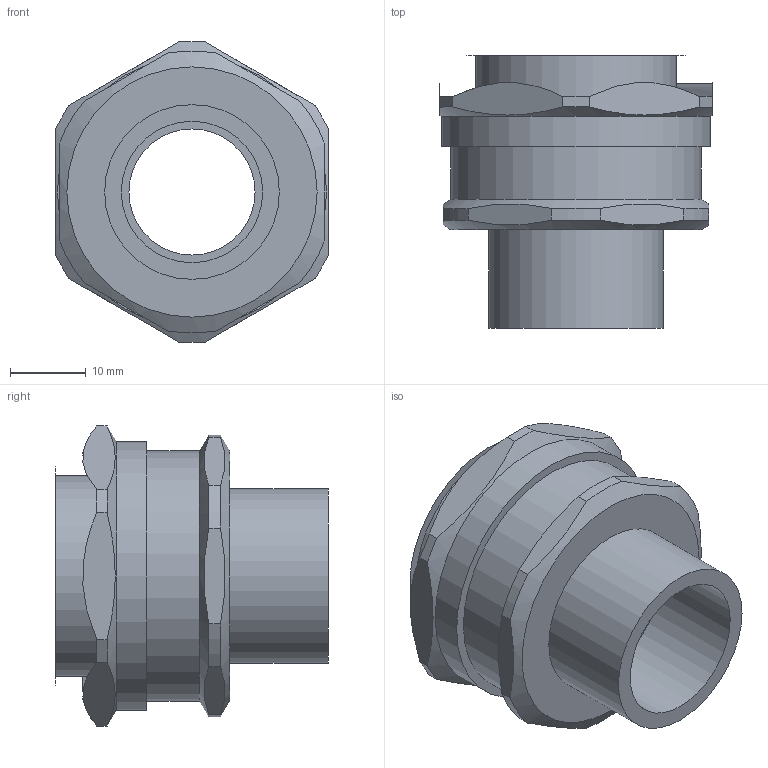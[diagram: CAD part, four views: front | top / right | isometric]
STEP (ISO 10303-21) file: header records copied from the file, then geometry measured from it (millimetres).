
FILE_DESCRIPTION(/* description */ (''),/* implementation_level */ '2;1');
FILE_NAME(/* name */ '',/* time_stamp */ '2025-10-07T10:28:29+07:00',/* author */ ('zeta-72'),/* organization */ (''),/* preprocessor_version */ 'ST-DEVELOPER v19.2',/* originating_system */ 'Autodesk Inventor 2024',/* authorisation */ '');
FILE_SCHEMA (('AUTOMOTIVE_DESIGN { 1 0 10303 214 3 1 1 }'));
Length unit declared in the file: millimetre
Products named in the file (1): Сборка МВВ-G
 1)2-МР20_Упростить_1
Bounding box: 36 x 35.96 x 39.57 mm (x, y, z)
Volume: 13104.1 mm3; surface area: 10003.7 mm2
Topology: 1 solids, 1 shells, 42 faces, 103 edges, 68 vertices
Faces by surface type: plane 25, cylinder 13, cone 4
Full cylindrical faces by diameter (mm): 16.64 x1, 18.64 x1, 19.1 x1, 23.04 x1, 26.5 x1, 33 x1, 35.5 x1
Entity records: 1294 total; most frequent: CARTESIAN_POINT 294, ORIENTED_EDGE 206, DIRECTION 177, EDGE_CURVE 103, AXIS2_PLACEMENT_3D 71, VERTEX_POINT 68, EDGE_LOOP 49, FACE_OUTER_BOUND 42
